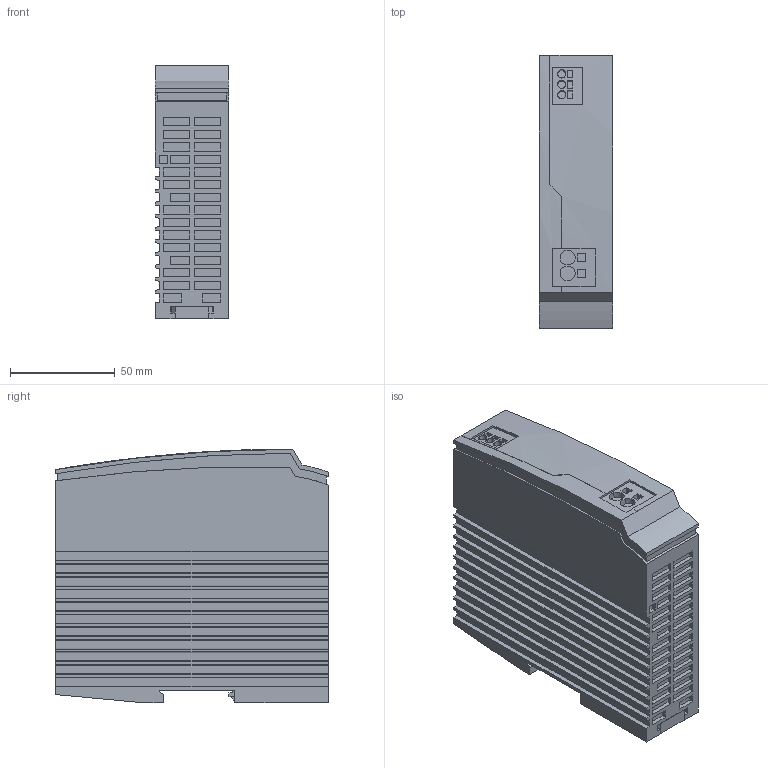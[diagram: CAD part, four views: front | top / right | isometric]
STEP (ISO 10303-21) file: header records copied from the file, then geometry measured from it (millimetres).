
FILE_DESCRIPTION(('Creo Elements/Direct Modeling STEP Export'),'2;1');
FILE_NAME('model.stp','2019-01-26T 0:03:56',(''),(''),'Creo Elements/Direct Modeling STEP processor for AP214 (Solid Model)','Creo Elements/Direct Modeling 18.1I 14-Aug-2016 (C) Parametric Technology GmbH','');
FILE_SCHEMA(('AUTOMOTIVE_DESIGN { 1 0 10303 214 1 1 1 1 }'));
Length unit declared in the file: millimetre
Products named in the file (2): TRIO2_DIODE_12_24DC_2X10_1X20-select
Assembly tree (1 placements, depth 2):
  TRIO2_DIODE_12_24DC_2X10_1X20-select
    TRIO2_DIODE_12_24DC_2X10_1X20-select
Bounding box: 35 x 130 x 121 mm (x, y, z)
Volume: 500853.1 mm3; surface area: 58007.9 mm2
Topology: 1 solids, 1 shells, 510 faces, 1291 edges, 860 vertices
Faces by surface type: plane 493, cylinder 17
Entity records: 18830 total; most frequent: CARTESIAN_POINT 2597, ORIENTED_EDGE 2582, DIRECTION 2225, EDGE_CURVE 1291, VECTOR 1233, LINE 1233, VERTEX_POINT 860, EDGE_LOOP 591
